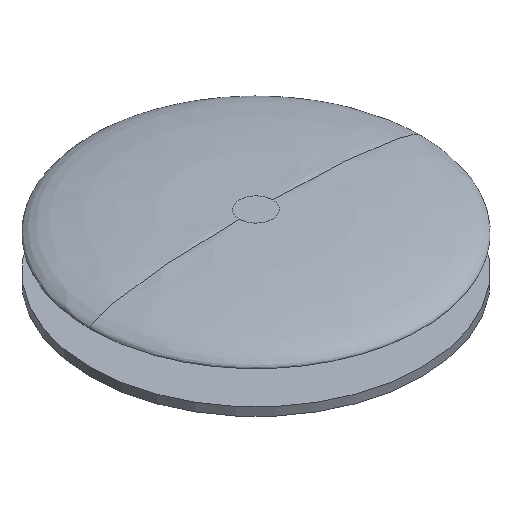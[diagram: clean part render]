
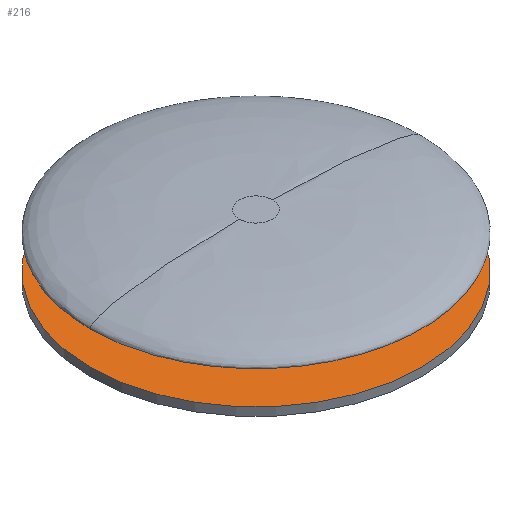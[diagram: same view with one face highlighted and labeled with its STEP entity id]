
A CAD part, isometric view. The second image highlights one B-rep face of the part: STEP entity #216.
In plain terms, the highlighted planar face has unit normal (0, 0, 1).
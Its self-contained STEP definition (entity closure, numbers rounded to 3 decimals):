
#3 = VERTEX_POINT ( 'NONE', #805 ) ;
#23 = EDGE_CURVE ( 'NONE', #840, #37, #690, .T. ) ;
#37 = VERTEX_POINT ( 'NONE', #734 ) ;
#38 = DIRECTION ( 'NONE',  ( 0., 0., 1. ) ) ;
#45 = CARTESIAN_POINT ( 'NONE',  ( -40., 0., -4. ) ) ;
#73 = EDGE_LOOP ( 'NONE', ( #140, #789 ) ) ;
#92 = CARTESIAN_POINT ( 'NONE',  ( 15., 0., -4. ) ) ;
#106 = DIRECTION ( 'NONE',  ( 0., 0., 1. ) ) ;
#107 = CARTESIAN_POINT ( 'NONE',  ( 16.5, 0., -4. ) ) ;
#113 = CARTESIAN_POINT ( 'NONE',  ( 16.5, 0., -4. ) ) ;
#120 = CIRCLE ( 'NONE', #230, 1. ) ;
#140 = ORIENTED_EDGE ( 'NONE', *, *, #284, .F. ) ;
#151 = AXIS2_PLACEMENT_3D ( 'NONE', #801, #325, #595 ) ;
#173 = DIRECTION ( 'NONE',  ( 1., 0., 0. ) ) ;
#174 = DIRECTION ( 'NONE',  ( 0., 0., 1. ) ) ;
#180 = CARTESIAN_POINT ( 'NONE',  ( 0., 0., -4. ) ) ;
#184 = PLANE ( 'NONE',  #413 ) ;
#186 = DIRECTION ( 'NONE',  ( 0., 0., 1. ) ) ;
#212 = ORIENTED_EDGE ( 'NONE', *, *, #323, .T. ) ;
#216 = ADVANCED_FACE ( 'NONE', ( #294, #615, #455 ), #184, .T. ) ;
#226 = CARTESIAN_POINT ( 'NONE',  ( 40., 0., -4. ) ) ;
#230 = AXIS2_PLACEMENT_3D ( 'NONE', #113, #186, #256 ) ;
#256 = DIRECTION ( 'NONE',  ( 1., 0., 0. ) ) ;
#258 = CIRCLE ( 'NONE', #151, 40. ) ;
#275 = CIRCLE ( 'NONE', #809, 40. ) ;
#284 = EDGE_CURVE ( 'NONE', #743, #3, #811, .T. ) ;
#294 = FACE_BOUND ( 'NONE', #73, .T. ) ;
#306 = EDGE_LOOP ( 'NONE', ( #212, #478 ) ) ;
#309 = ORIENTED_EDGE ( 'NONE', *, *, #23, .F. ) ;
#313 = EDGE_CURVE ( 'NONE', #561, #380, #275, .T. ) ;
#323 = EDGE_CURVE ( 'NONE', #380, #561, #258, .T. ) ;
#325 = DIRECTION ( 'NONE',  ( 0., 0., 1. ) ) ;
#349 = AXIS2_PLACEMENT_3D ( 'NONE', #180, #38, #674 ) ;
#354 = ORIENTED_EDGE ( 'NONE', *, *, #771, .F. ) ;
#378 = CARTESIAN_POINT ( 'NONE',  ( 0., 0., -4. ) ) ;
#380 = VERTEX_POINT ( 'NONE', #45 ) ;
#413 = AXIS2_PLACEMENT_3D ( 'NONE', #378, #174, #656 ) ;
#444 = DIRECTION ( 'NONE',  ( 0., 0., 1. ) ) ;
#448 = AXIS2_PLACEMENT_3D ( 'NONE', #107, #444, #173 ) ;
#455 = FACE_BOUND ( 'NONE', #458, .T. ) ;
#458 = EDGE_LOOP ( 'NONE', ( #354, #309 ) ) ;
#478 = ORIENTED_EDGE ( 'NONE', *, *, #313, .T. ) ;
#496 = CARTESIAN_POINT ( 'NONE',  ( 0., 0., -4. ) ) ;
#532 = DIRECTION ( 'NONE',  ( 0., 0., 1. ) ) ;
#556 = AXIS2_PLACEMENT_3D ( 'NONE', #496, #106, #716 ) ;
#561 = VERTEX_POINT ( 'NONE', #226 ) ;
#576 = CIRCLE ( 'NONE', #556, 15. ) ;
#595 = DIRECTION ( 'NONE',  ( 1., 0., 0. ) ) ;
#615 = FACE_OUTER_BOUND ( 'NONE', #306, .T. ) ;
#656 = DIRECTION ( 'NONE',  ( 1., 0., 0. ) ) ;
#674 = DIRECTION ( 'NONE',  ( 1., 0., 0. ) ) ;
#690 = CIRCLE ( 'NONE', #349, 15. ) ;
#716 = DIRECTION ( 'NONE',  ( 1., 0., 0. ) ) ;
#734 = CARTESIAN_POINT ( 'NONE',  ( -15., 0., -4. ) ) ;
#743 = VERTEX_POINT ( 'NONE', #806 ) ;
#766 = EDGE_CURVE ( 'NONE', #3, #743, #120, .T. ) ;
#771 = EDGE_CURVE ( 'NONE', #37, #840, #576, .T. ) ;
#789 = ORIENTED_EDGE ( 'NONE', *, *, #766, .F. ) ;
#790 = CARTESIAN_POINT ( 'NONE',  ( 0., 0., -4. ) ) ;
#801 = CARTESIAN_POINT ( 'NONE',  ( 0., 0., -4. ) ) ;
#805 = CARTESIAN_POINT ( 'NONE',  ( 17.5, 0., -4. ) ) ;
#806 = CARTESIAN_POINT ( 'NONE',  ( 15.5, 0., -4. ) ) ;
#809 = AXIS2_PLACEMENT_3D ( 'NONE', #790, #532, #857 ) ;
#811 = CIRCLE ( 'NONE', #448, 1. ) ;
#840 = VERTEX_POINT ( 'NONE', #92 ) ;
#857 = DIRECTION ( 'NONE',  ( 1., 0., 0. ) ) ;
